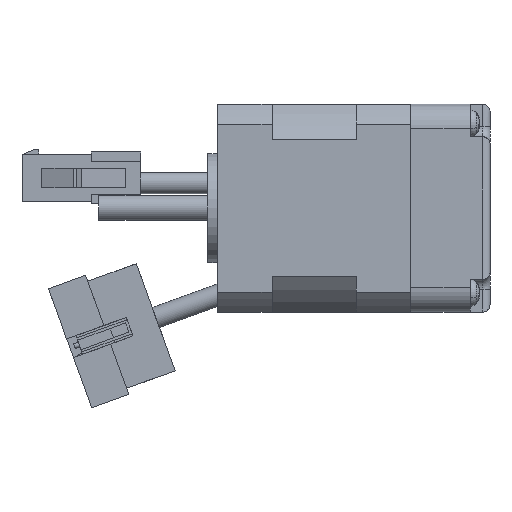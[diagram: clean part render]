
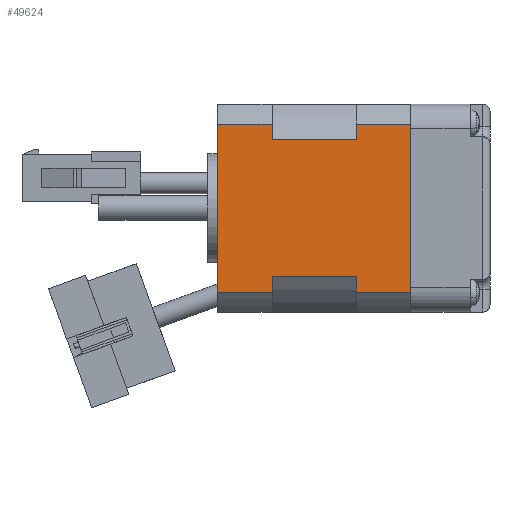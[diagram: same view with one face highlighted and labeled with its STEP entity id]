
A CAD part, front view. The second image highlights one B-rep face of the part: STEP entity #49624.
In plain terms, the highlighted planar face has unit normal (0, -1, 0).
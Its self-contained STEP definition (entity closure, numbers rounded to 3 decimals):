
#120 = VERTEX_POINT ( 'NONE', #53641 ) ;
#141 = VERTEX_POINT ( 'NONE', #53673 ) ;
#159 = VERTEX_POINT ( 'NONE', #53698 ) ;
#161 = VERTEX_POINT ( 'NONE', #53701 ) ;
#163 = VERTEX_POINT ( 'NONE', #53704 ) ;
#165 = VERTEX_POINT ( 'NONE', #53706 ) ;
#166 = VERTEX_POINT ( 'NONE', #53709 ) ;
#168 = VERTEX_POINT ( 'NONE', #53711 ) ;
#170 = VERTEX_POINT ( 'NONE', #53714 ) ;
#174 = VERTEX_POINT ( 'NONE', #53723 ) ;
#180 = VERTEX_POINT ( 'NONE', #53730 ) ;
#181 = VERTEX_POINT ( 'NONE', #53733 ) ;
#23109 = CARTESIAN_POINT ( 'NONE',  ( 4.029, 0., 39. ) ) ;
#23115 = PLANE ( 'NONE',  #109045 ) ;
#23118 = DIRECTION ( 'NONE',  ( 0., 1., 0. ) ) ;
#23119 = DIRECTION ( 'NONE',  ( -1., 0., 0. ) ) ;
#49624 = ADVANCED_FACE ( 'NONE', ( #111041 ), #23115, .F. ) ;
#53641 = CARTESIAN_POINT ( 'NONE',  ( 4.029, 0., 0. ) ) ;
#53673 = CARTESIAN_POINT ( 'NONE',  ( 37.971, 0., 0. ) ) ;
#53698 = CARTESIAN_POINT ( 'NONE',  ( 7.234, 0., 11. ) ) ;
#53701 = CARTESIAN_POINT ( 'NONE',  ( 37.971, 0., 39. ) ) ;
#53704 = CARTESIAN_POINT ( 'NONE',  ( 4.029, 0., 11. ) ) ;
#53706 = CARTESIAN_POINT ( 'NONE',  ( 37.971, 0., 11. ) ) ;
#53709 = CARTESIAN_POINT ( 'NONE',  ( 34.766, 0., 28. ) ) ;
#53711 = CARTESIAN_POINT ( 'NONE',  ( 34.766, 0., 11. ) ) ;
#53714 = CARTESIAN_POINT ( 'NONE',  ( 4.029, 0., 39. ) ) ;
#53723 = CARTESIAN_POINT ( 'NONE',  ( 37.971, 0., 28. ) ) ;
#53730 = CARTESIAN_POINT ( 'NONE',  ( 4.029, 0., 28. ) ) ;
#53733 = CARTESIAN_POINT ( 'NONE',  ( 7.234, 0., 28. ) ) ;
#55306 = ORIENTED_EDGE ( 'NONE', *, *, #118487, .F. ) ;
#55309 = ORIENTED_EDGE ( 'NONE', *, *, #118491, .T. ) ;
#55312 = ORIENTED_EDGE ( 'NONE', *, *, #118450, .T. ) ;
#55315 = ORIENTED_EDGE ( 'NONE', *, *, #118494, .F. ) ;
#55318 = ORIENTED_EDGE ( 'NONE', *, *, #118497, .F. ) ;
#55321 = ORIENTED_EDGE ( 'NONE', *, *, #118500, .F. ) ;
#55324 = ORIENTED_EDGE ( 'NONE', *, *, #118503, .T. ) ;
#55327 = ORIENTED_EDGE ( 'NONE', *, *, #118506, .F. ) ;
#55330 = ORIENTED_EDGE ( 'NONE', *, *, #118509, .F. ) ;
#55333 = ORIENTED_EDGE ( 'NONE', *, *, #118513, .T. ) ;
#55336 = ORIENTED_EDGE ( 'NONE', *, *, #118516, .T. ) ;
#55339 = ORIENTED_EDGE ( 'NONE', *, *, #118519, .F. ) ;
#66643 = LINE ( 'NONE', #70654, #66649 ) ;
#66649 = VECTOR ( 'NONE', #70657, 1000. ) ;
#66723 = LINE ( 'NONE', #70769, #66729 ) ;
#66727 = LINE ( 'NONE', #70758, #66745 ) ;
#66729 = VECTOR ( 'NONE', #70772, 1000. ) ;
#66731 = LINE ( 'NONE', #70778, #66737 ) ;
#66737 = VECTOR ( 'NONE', #70779, 1000. ) ;
#66745 = VECTOR ( 'NONE', #70786, 1000. ) ;
#66747 = LINE ( 'NONE', #70794, #66753 ) ;
#66753 = VECTOR ( 'NONE', #70796, 1000. ) ;
#66755 = LINE ( 'NONE', #70802, #66761 ) ;
#66759 = LINE ( 'NONE', #70795, #66769 ) ;
#66761 = VECTOR ( 'NONE', #70804, 1000. ) ;
#66769 = VECTOR ( 'NONE', #70810, 1000. ) ;
#66771 = LINE ( 'NONE', #70818, #66777 ) ;
#66777 = VECTOR ( 'NONE', #70821, 1000. ) ;
#66779 = LINE ( 'NONE', #70826, #66785 ) ;
#66783 = LINE ( 'NONE', #70819, #66793 ) ;
#66785 = VECTOR ( 'NONE', #70828, 1000. ) ;
#66793 = VECTOR ( 'NONE', #70834, 1000. ) ;
#66795 = LINE ( 'NONE', #70841, #66801 ) ;
#66801 = VECTOR ( 'NONE', #70842, 1000. ) ;
#66803 = LINE ( 'NONE', #70848, #66809 ) ;
#66809 = VECTOR ( 'NONE', #70851, 1000. ) ;
#70654 = CARTESIAN_POINT ( 'NONE',  ( 4.029, 0., 0. ) ) ;
#70657 = DIRECTION ( 'NONE',  ( 1., 0., 0. ) ) ;
#70758 = CARTESIAN_POINT ( 'NONE',  ( 37.971, 0., 39. ) ) ;
#70769 = CARTESIAN_POINT ( 'NONE',  ( 4.029, 0., 11. ) ) ;
#70772 = DIRECTION ( 'NONE',  ( 1., 0., 0. ) ) ;
#70778 = CARTESIAN_POINT ( 'NONE',  ( 4.029, 0., 39. ) ) ;
#70779 = DIRECTION ( 'NONE',  ( 0., 0., -1. ) ) ;
#70786 = DIRECTION ( 'NONE',  ( 0., 0., -1. ) ) ;
#70794 = CARTESIAN_POINT ( 'NONE',  ( 4.029, 0., 11. ) ) ;
#70795 = CARTESIAN_POINT ( 'NONE',  ( 4.029, 0., 28. ) ) ;
#70796 = DIRECTION ( 'NONE',  ( 1., 0., 0. ) ) ;
#70802 = CARTESIAN_POINT ( 'NONE',  ( 34.766, 0., 11. ) ) ;
#70804 = DIRECTION ( 'NONE',  ( 0., 0., -1. ) ) ;
#70810 = DIRECTION ( 'NONE',  ( 1., 0., 0. ) ) ;
#70818 = CARTESIAN_POINT ( 'NONE',  ( 37.971, 0., 39. ) ) ;
#70819 = CARTESIAN_POINT ( 'NONE',  ( 4.029, 0., 39. ) ) ;
#70821 = DIRECTION ( 'NONE',  ( 0., 0., -1. ) ) ;
#70826 = CARTESIAN_POINT ( 'NONE',  ( 4.029, 0., 39. ) ) ;
#70828 = DIRECTION ( 'NONE',  ( 1., 0., 0. ) ) ;
#70834 = DIRECTION ( 'NONE',  ( 0., 0., -1. ) ) ;
#70841 = CARTESIAN_POINT ( 'NONE',  ( 4.029, 0., 28. ) ) ;
#70842 = DIRECTION ( 'NONE',  ( 1., 0., 0. ) ) ;
#70848 = CARTESIAN_POINT ( 'NONE',  ( 7.234, 0., 11. ) ) ;
#70851 = DIRECTION ( 'NONE',  ( 0., 0., 1. ) ) ;
#95568 = EDGE_LOOP ( 'NONE', ( #55306, #55309, #55312, #55315, #55318, #55321, #55324, #55327, #55330, #55333, #55336, #55339 ) ) ;
#109045 = AXIS2_PLACEMENT_3D ( 'NONE', #23109, #23118, #23119 ) ;
#111041 = FACE_OUTER_BOUND ( 'NONE', #95568, .T. ) ;
#118450 = EDGE_CURVE ( 'NONE', #120, #141, #66643, .T. ) ;
#118487 = EDGE_CURVE ( 'NONE', #163, #159, #66723, .T. ) ;
#118491 = EDGE_CURVE ( 'NONE', #163, #120, #66731, .T. ) ;
#118494 = EDGE_CURVE ( 'NONE', #165, #141, #66727, .T. ) ;
#118497 = EDGE_CURVE ( 'NONE', #168, #165, #66747, .T. ) ;
#118500 = EDGE_CURVE ( 'NONE', #166, #168, #66755, .T. ) ;
#118503 = EDGE_CURVE ( 'NONE', #166, #174, #66759, .T. ) ;
#118506 = EDGE_CURVE ( 'NONE', #161, #174, #66771, .T. ) ;
#118509 = EDGE_CURVE ( 'NONE', #170, #161, #66779, .T. ) ;
#118513 = EDGE_CURVE ( 'NONE', #170, #180, #66783, .T. ) ;
#118516 = EDGE_CURVE ( 'NONE', #180, #181, #66795, .T. ) ;
#118519 = EDGE_CURVE ( 'NONE', #159, #181, #66803, .T. ) ;
